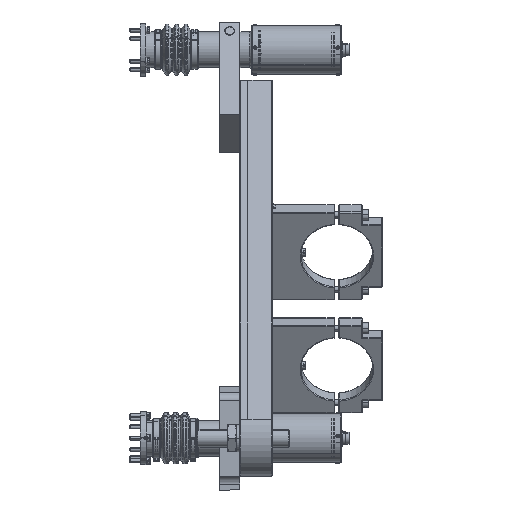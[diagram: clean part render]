
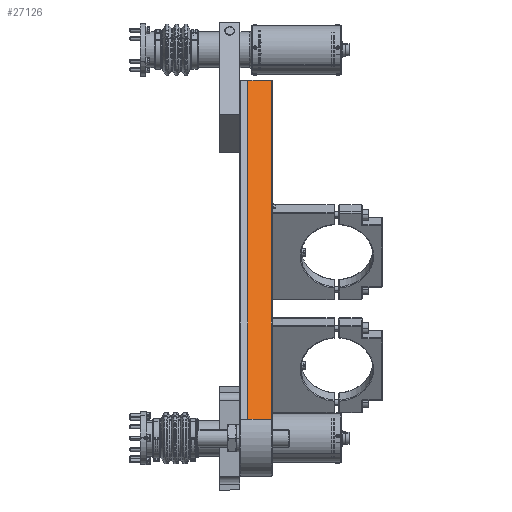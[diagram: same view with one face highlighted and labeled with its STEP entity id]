
A CAD part, left-side view. The second image highlights one B-rep face of the part: STEP entity #27126.
In plain terms, the highlighted planar face has unit normal (-0.866, 0, 0.5).
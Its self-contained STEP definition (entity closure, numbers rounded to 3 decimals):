
#26405=CARTESIAN_POINT('Line Origine',(-216.83,-29.,38.439)) ;
#26409=CARTESIAN_POINT('Vertex',(-76.203,-29.,282.012)) ;
#26411=CARTESIAN_POINT('Vertex',(-317.831,-29.,-136.5)) ;
#27096=CARTESIAN_POINT('Axis2P3D Location',(-75.703,0.,282.878)) ;
#27101=CARTESIAN_POINT('Line Origine',(-197.017,0.,72.756)) ;
#27105=CARTESIAN_POINT('Vertex',(-317.831,0.,-136.5)) ;
#27107=CARTESIAN_POINT('Vertex',(-76.203,0.,282.012)) ;
#27110=CARTESIAN_POINT('Line Origine',(-317.831,-14.5,-136.5)) ;
#27115=CARTESIAN_POINT('Line Origine',(-76.203,-14.5,282.012)) ;
#26406=DIRECTION('Vector Direction',(-0.5,0.,-0.866)) ;
#27097=DIRECTION('Axis2P3D Direction',(-0.866,0.,0.5)) ;
#27098=DIRECTION('Axis2P3D XDirection',(-0.5,0.,-0.866)) ;
#27102=DIRECTION('Vector Direction',(-0.5,0.,-0.866)) ;
#27111=DIRECTION('Vector Direction',(0.,-1.,0.)) ;
#27116=DIRECTION('Vector Direction',(0.,1.,0.)) ;
#27099=AXIS2_PLACEMENT_3D('Plane Axis2P3D',#27096,#27097,#27098) ;
#27121=ORIENTED_EDGE('',*,*,#27109,.F.) ;
#27122=ORIENTED_EDGE('',*,*,#27114,.T.) ;
#27123=ORIENTED_EDGE('',*,*,#26413,.F.) ;
#27124=ORIENTED_EDGE('',*,*,#27119,.F.) ;
#26407=VECTOR('Line Direction',#26406,1.) ;
#27103=VECTOR('Line Direction',#27102,1.) ;
#27112=VECTOR('Line Direction',#27111,1.) ;
#27117=VECTOR('Line Direction',#27116,1.) ;
#27126=ADVANCED_FACE('Hauptk\X2\00F6\X0\rper',(#27125),#27100,.T.) ;
#26413=EDGE_CURVE('',#26410,#26412,#26408,.T.) ;
#27109=EDGE_CURVE('',#27106,#27108,#27104,.F.) ;
#27114=EDGE_CURVE('',#27106,#26412,#27113,.T.) ;
#27119=EDGE_CURVE('',#27108,#26410,#27118,.F.) ;
#27120=EDGE_LOOP('',(#27121,#27122,#27123,#27124)) ;
#27125=FACE_OUTER_BOUND('',#27120,.T.) ;
#26408=LINE('Line',#26405,#26407) ;
#27104=LINE('Line',#27101,#27103) ;
#27113=LINE('Line',#27110,#27112) ;
#27118=LINE('Line',#27115,#27117) ;
#27100=PLANE('Plane',#27099) ;
#26410=VERTEX_POINT('',#26409) ;
#26412=VERTEX_POINT('',#26411) ;
#27106=VERTEX_POINT('',#27105) ;
#27108=VERTEX_POINT('',#27107) ;
